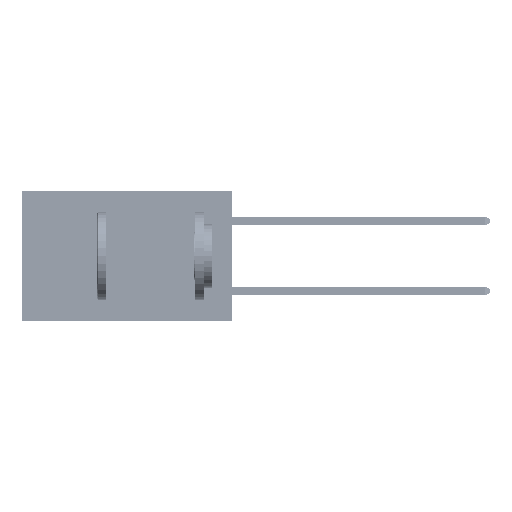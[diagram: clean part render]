
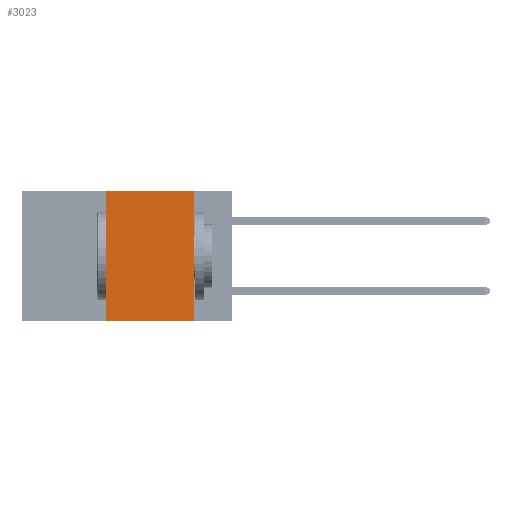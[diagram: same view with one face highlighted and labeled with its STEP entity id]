
A CAD part, left-side view. The second image highlights one B-rep face of the part: STEP entity #3023.
In plain terms, the highlighted planar face has unit normal (-1, 0, 0).
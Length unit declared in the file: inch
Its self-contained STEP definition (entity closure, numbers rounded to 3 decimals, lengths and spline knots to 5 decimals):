
#320 = CARTESIAN_POINT ( 'NONE',  ( 0., 0.11, 0. ) ) ;
#1918 = PLANE ( 'NONE',  #11121 ) ;
#3023 = ADVANCED_FACE ( 'NONE', ( #39004 ), #1918, .F. ) ;
#4438 = DIRECTION ( 'NONE',  ( 0., 0., -1. ) ) ;
#6127 = DIRECTION ( 'NONE',  ( 0., -1., 0. ) ) ;
#6434 = CARTESIAN_POINT ( 'NONE',  ( 0., 0.6, 0. ) ) ;
#6509 = DIRECTION ( 'NONE',  ( 0., 0., -1. ) ) ;
#6770 = VECTOR ( 'NONE', #6127, 39.37008 ) ;
#6787 = DIRECTION ( 'NONE',  ( 0., -1., 0. ) ) ;
#8472 = LINE ( 'NONE', #6434, #46769 ) ;
#11121 = AXIS2_PLACEMENT_3D ( 'NONE', #26512, #17898, #6509 ) ;
#11363 = EDGE_CURVE ( 'NONE', #37357, #32890, #49569, .T. ) ;
#15284 = ORIENTED_EDGE ( 'NONE', *, *, #37467, .F. ) ;
#17898 = DIRECTION ( 'NONE',  ( 1., 0., 0. ) ) ;
#18062 = ORIENTED_EDGE ( 'NONE', *, *, #47630, .T. ) ;
#18886 = VECTOR ( 'NONE', #4438, 39.37008 ) ;
#19354 = CARTESIAN_POINT ( 'NONE',  ( 0., 0.36, 0. ) ) ;
#20040 = CARTESIAN_POINT ( 'NONE',  ( 0., 0.36, -0.37 ) ) ;
#21889 = CARTESIAN_POINT ( 'NONE',  ( 0., 0.6, -0.37 ) ) ;
#22906 = EDGE_CURVE ( 'NONE', #32890, #31639, #8472, .T. ) ;
#23449 = EDGE_LOOP ( 'NONE', ( #15284, #33503, #45760, #18062 ) ) ;
#26392 = VECTOR ( 'NONE', #50681, 39.37008 ) ;
#26512 = CARTESIAN_POINT ( 'NONE',  ( 0., 0.6, 0. ) ) ;
#30334 = CARTESIAN_POINT ( 'NONE',  ( 0., 0.11, -0.37 ) ) ;
#31639 = VERTEX_POINT ( 'NONE', #320 ) ;
#32890 = VERTEX_POINT ( 'NONE', #19354 ) ;
#33503 = ORIENTED_EDGE ( 'NONE', *, *, #22906, .F. ) ;
#35014 = LINE ( 'NONE', #21889, #6770 ) ;
#36456 = VERTEX_POINT ( 'NONE', #30334 ) ;
#37357 = VERTEX_POINT ( 'NONE', #20040 ) ;
#37467 = EDGE_CURVE ( 'NONE', #31639, #36456, #50897, .T. ) ;
#39004 = FACE_OUTER_BOUND ( 'NONE', #23449, .T. ) ;
#45760 = ORIENTED_EDGE ( 'NONE', *, *, #11363, .F. ) ;
#46648 = CARTESIAN_POINT ( 'NONE',  ( 0., 0.36, 0. ) ) ;
#46769 = VECTOR ( 'NONE', #6787, 39.37008 ) ;
#47630 = EDGE_CURVE ( 'NONE', #37357, #36456, #35014, .T. ) ;
#48457 = CARTESIAN_POINT ( 'NONE',  ( 0., 0.11, 0. ) ) ;
#49569 = LINE ( 'NONE', #46648, #26392 ) ;
#50681 = DIRECTION ( 'NONE',  ( 0., 0., 1. ) ) ;
#50897 = LINE ( 'NONE', #48457, #18886 ) ;
